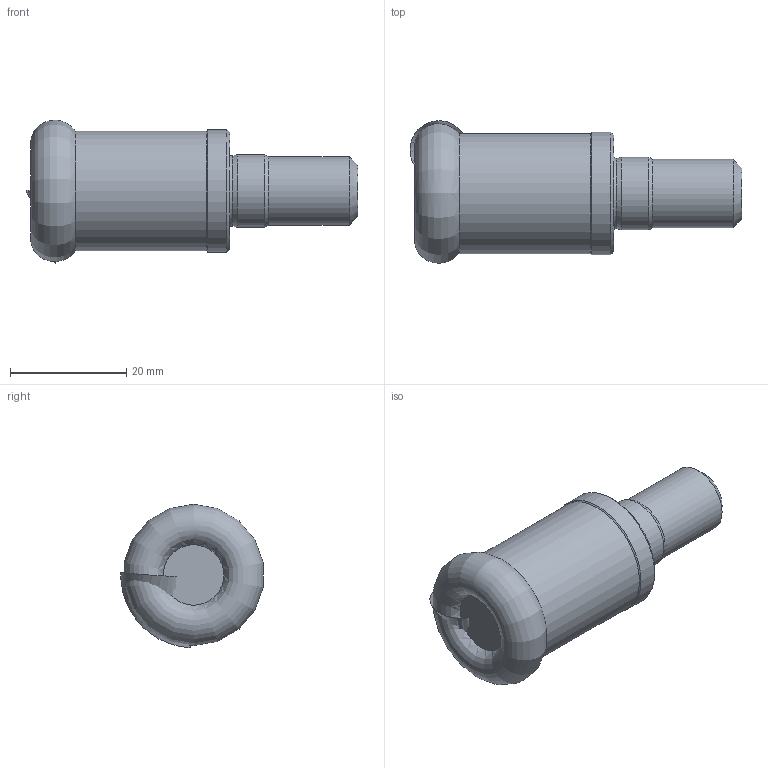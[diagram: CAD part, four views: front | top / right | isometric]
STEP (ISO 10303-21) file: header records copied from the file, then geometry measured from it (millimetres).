
FILE_DESCRIPTION(/* description */ (''),/* implementation_level */ '2;1');
FILE_NAME(/* name */ 'AEMR-RP10T3-D25-M12-L35-Z02-H.stp',/* time_stamp */ '2023-10-21T12:03:24+03:00',/* author */ (''),/* organization */ (''),/* preprocessor_version */ 'ST-DEVELOPER v19.4',/* originating_system */ 'SIEMENS PLM Software NX2306.5001',/* authorisation */ '');
FILE_SCHEMA (('AUTOMOTIVE_DESIGN { 1 0 10303 214 3 1 1 1 }'));
Length unit declared in the file: millimetre
Products named in the file (1): AEMR-RP10T3-D25-M12-L35-Z02-H-LIGHT_x_t_objects
Bounding box: 56.99 x 24.44 x 24.63 mm (x, y, z)
Volume: 14216.9 mm3; surface area: 5302.1 mm2
Topology: 1 solids, 2 shells, 17 faces, 32 edges, 20 vertices
Faces by surface type: cone 6, cylinder 4, plane 3, bspline 2, torus 1, revolution 1
Full cylindrical faces by diameter (mm): 11.75 x1, 12.5 x1, 20.6 x1, 21 x1
Entity records: 462 total; most frequent: CARTESIAN_POINT 157, DIRECTION 61, EDGE_LOOP 30, ORIENTED_EDGE 30, AXIS2_PLACEMENT_3D 30, FACE_BOUND 28, ADVANCED_FACE 16, VERTEX_POINT 15
